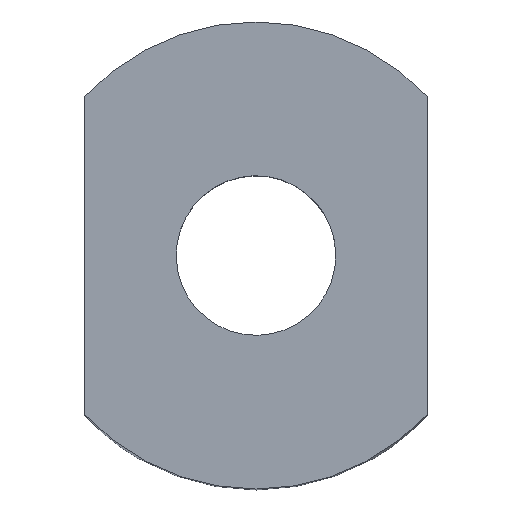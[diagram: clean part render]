
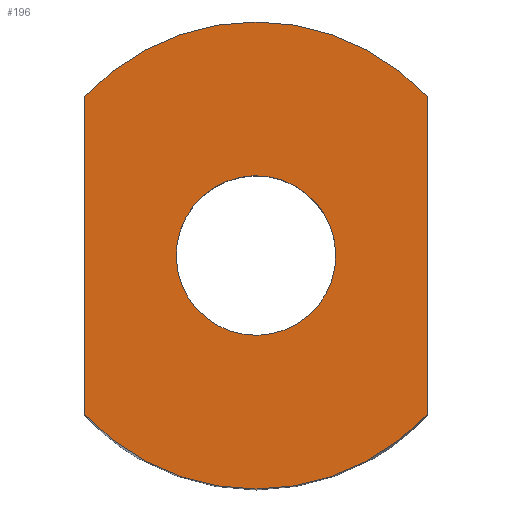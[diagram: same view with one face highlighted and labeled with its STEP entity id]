
A CAD part, top view. The second image highlights one B-rep face of the part: STEP entity #196.
In plain terms, the highlighted planar face has unit normal (0, 0, 1).
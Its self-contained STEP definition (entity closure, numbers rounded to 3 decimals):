
#57=CARTESIAN_POINT('Axis2P3D Location',(0.,0.,60.)) ;
#61=CARTESIAN_POINT('Vertex',(4.498,-2.457,60.)) ;
#63=CARTESIAN_POINT('Vertex',(-4.498,2.457,60.)) ;
#92=CARTESIAN_POINT('Axis2P3D Location',(0.,0.,60.)) ;
#153=CARTESIAN_POINT('Axis2P3D Location',(0.,0.,60.)) ;
#158=CARTESIAN_POINT('Line Origine',(-11.,0.,60.)) ;
#162=CARTESIAN_POINT('Vertex',(-11.,10.198,60.)) ;
#164=CARTESIAN_POINT('Vertex',(-11.,-10.198,60.)) ;
#167=CARTESIAN_POINT('Axis2P3D Location',(0.,0.,60.)) ;
#171=CARTESIAN_POINT('Vertex',(11.,-10.198,60.)) ;
#174=CARTESIAN_POINT('Line Origine',(11.,0.,60.)) ;
#178=CARTESIAN_POINT('Vertex',(11.,10.198,60.)) ;
#181=CARTESIAN_POINT('Axis2P3D Location',(0.,0.,60.)) ;
#58=DIRECTION('Axis2P3D Direction',(0.,-0.,-1.)) ;
#93=DIRECTION('Axis2P3D Direction',(0.,-0.,-1.)) ;
#154=DIRECTION('Axis2P3D Direction',(0.,0.,1.)) ;
#155=DIRECTION('Axis2P3D XDirection',(1.,0.,0.)) ;
#159=DIRECTION('Vector Direction',(0.,-1.,0.)) ;
#168=DIRECTION('Axis2P3D Direction',(0.,0.,1.)) ;
#175=DIRECTION('Vector Direction',(0.,-1.,0.)) ;
#182=DIRECTION('Axis2P3D Direction',(0.,0.,1.)) ;
#59=AXIS2_PLACEMENT_3D('Circle Axis2P3D',#57,#58,$) ;
#94=AXIS2_PLACEMENT_3D('Circle Axis2P3D',#92,#93,$) ;
#156=AXIS2_PLACEMENT_3D('Plane Axis2P3D',#153,#154,#155) ;
#169=AXIS2_PLACEMENT_3D('Circle Axis2P3D',#167,#168,$) ;
#183=AXIS2_PLACEMENT_3D('Circle Axis2P3D',#181,#182,$) ;
#187=ORIENTED_EDGE('',*,*,#166,.T.) ;
#188=ORIENTED_EDGE('',*,*,#173,.T.) ;
#189=ORIENTED_EDGE('',*,*,#180,.F.) ;
#190=ORIENTED_EDGE('',*,*,#185,.T.) ;
#193=ORIENTED_EDGE('',*,*,#96,.F.) ;
#194=ORIENTED_EDGE('',*,*,#65,.F.) ;
#195=FACE_BOUND('',#192,.T.) ;
#160=VECTOR('Line Direction',#159,1.) ;
#176=VECTOR('Line Direction',#175,1.) ;
#196=ADVANCED_FACE('Corps principal',(#191,#195),#157,.T.) ;
#60=CIRCLE('generated circle',#59,5.125) ;
#95=CIRCLE('generated circle',#94,5.125) ;
#170=CIRCLE('generated circle',#169,15.) ;
#184=CIRCLE('generated circle',#183,15.) ;
#65=EDGE_CURVE('',#62,#64,#60,.F.) ;
#96=EDGE_CURVE('',#64,#62,#95,.F.) ;
#166=EDGE_CURVE('',#163,#165,#161,.T.) ;
#173=EDGE_CURVE('',#165,#172,#170,.T.) ;
#180=EDGE_CURVE('',#179,#172,#177,.T.) ;
#185=EDGE_CURVE('',#179,#163,#184,.T.) ;
#186=EDGE_LOOP('',(#187,#188,#189,#190)) ;
#192=EDGE_LOOP('',(#193,#194)) ;
#191=FACE_OUTER_BOUND('',#186,.T.) ;
#161=LINE('Line',#158,#160) ;
#177=LINE('Line',#174,#176) ;
#157=PLANE('',#156) ;
#62=VERTEX_POINT('',#61) ;
#64=VERTEX_POINT('',#63) ;
#163=VERTEX_POINT('',#162) ;
#165=VERTEX_POINT('',#164) ;
#172=VERTEX_POINT('',#171) ;
#179=VERTEX_POINT('',#178) ;
